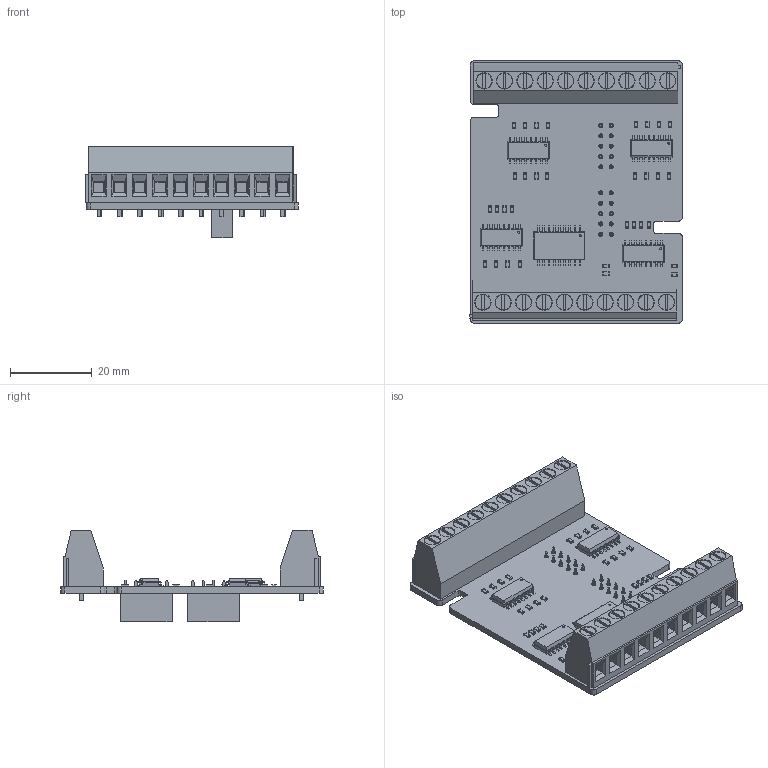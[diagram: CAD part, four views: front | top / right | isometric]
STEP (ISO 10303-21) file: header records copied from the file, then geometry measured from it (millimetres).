
FILE_DESCRIPTION(('KiCad electronic assembly'),'2;1');
FILE_NAME('Trebuchet_top.step','2025-01-25T11:49:17',('Pcbnew'),('Kicad' ),'Open CASCADE STEP processor 7.7','KiCad to STEP converter', 'Unknown');
FILE_SCHEMA(('AUTOMOTIVE_DESIGN { 1 0 10303 214 1 1 1 1 }'));
Length unit declared in the file: millimetre
Products named in the file (12): Trebuchet_top 1; R_0603_1608Metric; SOP-18_7.0x12.5mm_P1.27mm; SOP_18_70x125mm_P127mm; SOP-16_4.4x10.4mm_P1.27mm; SOP_16_44x104mm_P127mm; TerminalBlock_Phoenix_MKDS-1,5-10_1x10_P5.00mm_Horizontal; TerminalBlock_Phoenix_MKDS_15_10_1x10_P500mm_Horizontal; PinSocket_2x05_P2.54mm_Vertical; PinSocket_2x05_P254mm_Vertical; Trebuchet_top_PCB
Assembly tree (47 placements, depth 3):
  Trebuchet_top 1
    R_0603_1608Metric  x32
      R_0603_1608Metric
    SOP-18_7.0x12.5mm_P1.27mm
      SOP_18_70x125mm_P127mm
    SOP-16_4.4x10.4mm_P1.27mm  x4
      SOP_16_44x104mm_P127mm
    TerminalBlock_Phoenix_MKDS-1,5-10_1x10_P5.00mm_Horizontal  x2
      TerminalBlock_Phoenix_MKDS_15_10_1x10_P500mm_Horizontal
    PinSocket_2x05_P2.54mm_Vertical  x2
      PinSocket_2x05_P254mm_Vertical
    Trebuchet_top_PCB
Bounding box: 52.14 x 64.25 x 22.4 mm (x, y, z)
Volume: 16552.3 mm3; surface area: 20872.1 mm2
Topology: 42 solids, 42 shells, 3702 faces, 9643 edges, 6130 vertices
Faces by surface type: plane 2739, cylinder 681, bspline 282
Full cylindrical faces by diameter (mm): 0.4 x1, 0.5 x4, 1 x20, 1.3 x20, 3.8 x20, 4 x20
Entity records: 50979 total; most frequent: CARTESIAN_POINT 7728, ORIENTED_EDGE 7146, DIRECTION 6659, EDGE_CURVE 3573, LINE 2873, VECTOR 2873, VERTEX_POINT 2266, AXIS2_PLACEMENT_3D 1893
